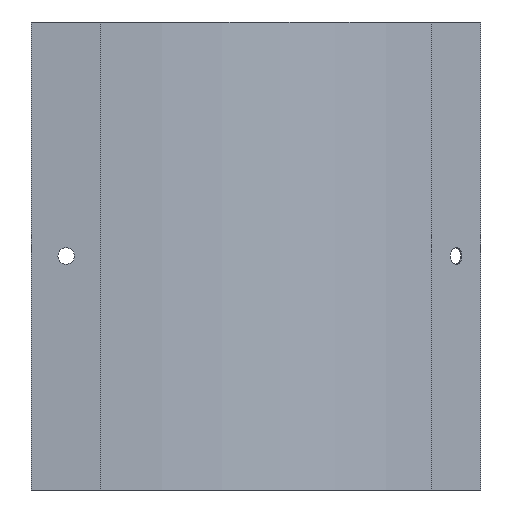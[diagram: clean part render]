
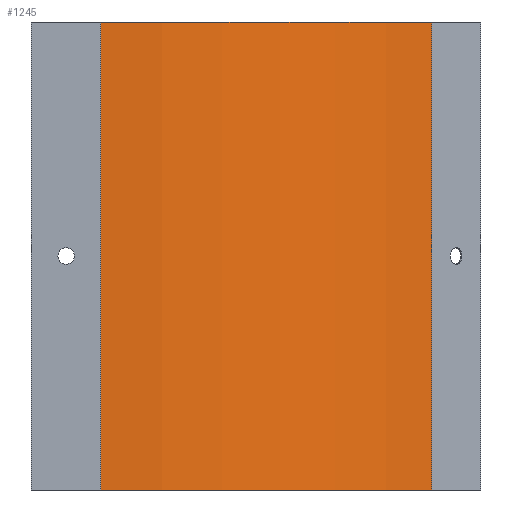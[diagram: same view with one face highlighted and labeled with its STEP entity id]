
A CAD part, front view. The second image highlights one B-rep face of the part: STEP entity #1245.
In plain terms, the highlighted cylindrical face has radius 200 mm (diameter 400 mm), a partial arc.
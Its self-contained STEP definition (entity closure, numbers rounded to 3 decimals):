
#2 = EDGE_CURVE ( 'NONE', #358, #345, #977, .T. ) ;
#9 = EDGE_CURVE ( 'NONE', #350, #368, #972, .T. ) ;
#54 = EDGE_CURVE ( 'NONE', #358, #350, #599, .T. ) ;
#87 = AXIS2_PLACEMENT_3D ( 'NONE', #960, #950, #928 ) ;
#90 = AXIS2_PLACEMENT_3D ( 'NONE', #728, #726, #730 ) ;
#96 = EDGE_CURVE ( 'NONE', #345, #368, #692, .T. ) ;
#165 = AXIS2_PLACEMENT_3D ( 'NONE', #1192, #1194, #1198 ) ;
#212 = ORIENTED_EDGE ( 'NONE', *, *, #54, .T. ) ;
#213 = ORIENTED_EDGE ( 'NONE', *, *, #2, .F. ) ;
#219 = ORIENTED_EDGE ( 'NONE', *, *, #96, .F. ) ;
#221 = ORIENTED_EDGE ( 'NONE', *, *, #9, .T. ) ;
#274 = EDGE_LOOP ( 'NONE', ( #221, #219, #213, #212 ) ) ;
#345 = VERTEX_POINT ( 'NONE', #441 ) ;
#350 = VERTEX_POINT ( 'NONE', #436 ) ;
#358 = VERTEX_POINT ( 'NONE', #426 ) ;
#368 = VERTEX_POINT ( 'NONE', #413 ) ;
#413 = CARTESIAN_POINT ( 'NONE',  ( 171.213, 8.579, -199.2 ) ) ;
#426 = CARTESIAN_POINT ( 'NONE',  ( 29.792, -50., 0.8 ) ) ;
#436 = CARTESIAN_POINT ( 'NONE',  ( 29.792, -50., -199.2 ) ) ;
#441 = CARTESIAN_POINT ( 'NONE',  ( 171.213, 8.579, 0.8 ) ) ;
#597 = VECTOR ( 'NONE', #1144, 1000. ) ;
#599 = LINE ( 'NONE', #1121, #597 ) ;
#682 = VECTOR ( 'NONE', #826, 1000. ) ;
#692 = LINE ( 'NONE', #834, #682 ) ;
#726 = DIRECTION ( 'NONE',  ( 0., 0., 1. ) ) ;
#728 = CARTESIAN_POINT ( 'NONE',  ( 29.792, 150., 0.8 ) ) ;
#730 = DIRECTION ( 'NONE',  ( 1., 0., 0. ) ) ;
#826 = DIRECTION ( 'NONE',  ( 0., 0., -1. ) ) ;
#834 = CARTESIAN_POINT ( 'NONE',  ( 171.213, 8.579, 0.8 ) ) ;
#928 = DIRECTION ( 'NONE',  ( 1., 0., 0. ) ) ;
#950 = DIRECTION ( 'NONE',  ( 0., 0., 1. ) ) ;
#960 = CARTESIAN_POINT ( 'NONE',  ( 29.792, 150., -199.2 ) ) ;
#972 = CIRCLE ( 'NONE', #87, 200. ) ;
#977 = CIRCLE ( 'NONE', #90, 200. ) ;
#1049 = FACE_OUTER_BOUND ( 'NONE', #274, .T. ) ;
#1051 = CYLINDRICAL_SURFACE ( 'NONE', #165, 200. ) ;
#1121 = CARTESIAN_POINT ( 'NONE',  ( 29.792, -50., 0.8 ) ) ;
#1144 = DIRECTION ( 'NONE',  ( 0., 0., -1. ) ) ;
#1192 = CARTESIAN_POINT ( 'NONE',  ( 29.792, 150., 0.8 ) ) ;
#1194 = DIRECTION ( 'NONE',  ( 0., 0., -1. ) ) ;
#1198 = DIRECTION ( 'NONE',  ( -1., 0., 0. ) ) ;
#1245 = ADVANCED_FACE ( 'NONE', ( #1049 ), #1051, .T. ) ;
